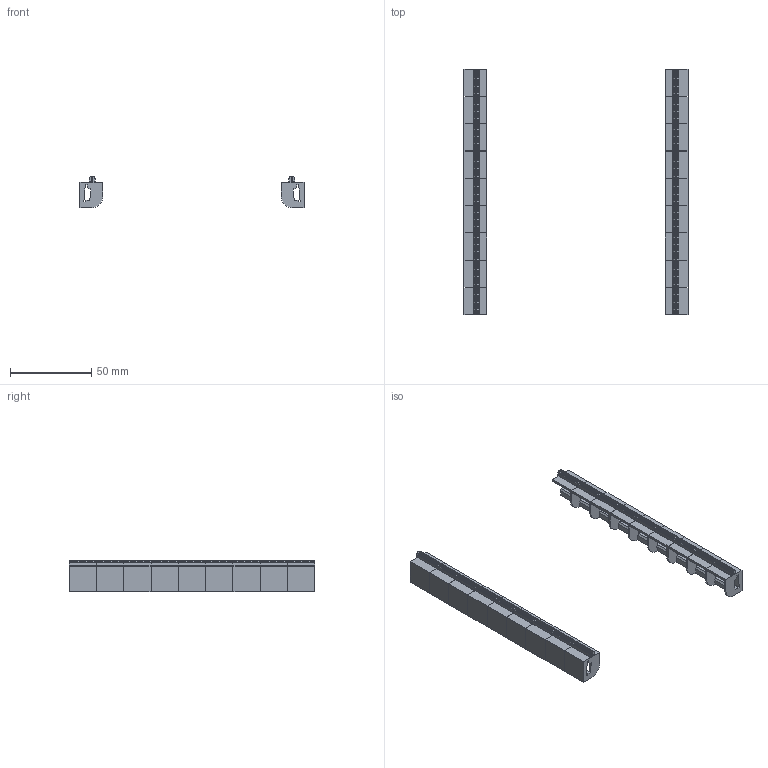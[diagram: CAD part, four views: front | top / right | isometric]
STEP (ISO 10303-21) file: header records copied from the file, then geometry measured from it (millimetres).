
FILE_DESCRIPTION(/* description */ (''),/* implementation_level */ '2;1');
FILE_NAME(/* name */ 'v0_1515_led_diffuser_assembly.step',/* time_stamp */ '2022-09-06T17:04:46+02:00',/* author */ (''),/* organization */ (''),/* preprocessor_version */ 'ST-DEVELOPER v19',/* originating_system */ 'Autodesk Translation Framework v11.7.0.108',/* authorisation */ '');
FILE_SCHEMA (('AUTOMOTIVE_DESIGN { 1 0 10303 214 3 1 1 }'));
Products named in the file (1): v0 1515 led diffuser
Bounding box: 138 x 151.25 x 19.36 mm (x, y, z)
Volume: 29689.6 mm3; surface area: 33407.1 mm2
Topology: 18 solids, 18 shells, 5328 faces, 10008 edges, 4698 vertices
Faces by surface type: plane 5310, cylinder 18
Entity records: 136424 total; most frequent: CARTESIAN_POINT 23203, ORIENTED_EDGE 23040, DIRECTION 22214, EDGE_CURVE 11520, LINE 11484, VECTOR 11484, VERTEX_POINT 6354, EDGE_LOOP 5490
